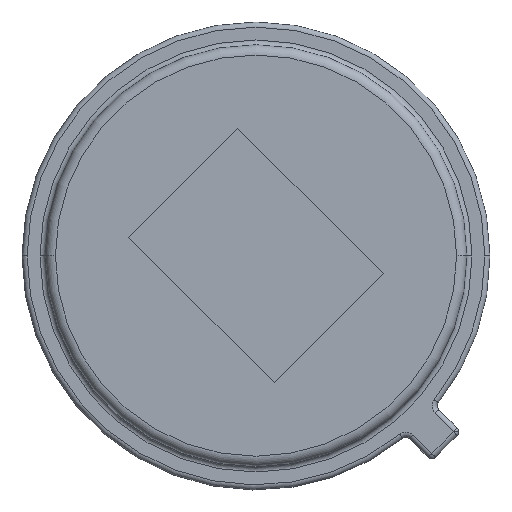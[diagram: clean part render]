
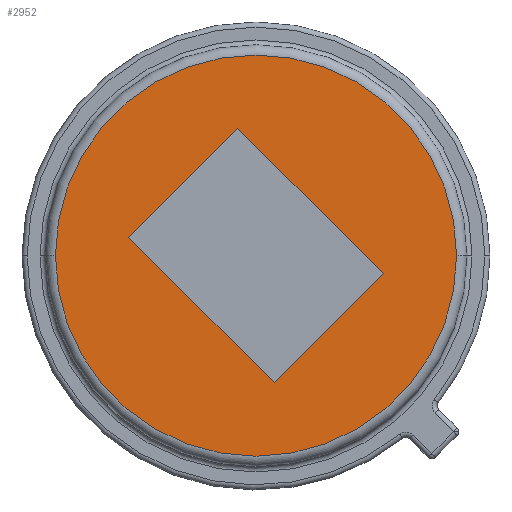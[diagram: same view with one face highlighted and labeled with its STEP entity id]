
A CAD part, top view. The second image highlights one B-rep face of the part: STEP entity #2952.
In plain terms, the highlighted planar face has unit normal (0, 0, 1).
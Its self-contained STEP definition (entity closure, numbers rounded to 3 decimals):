
#1928 = CARTESIAN_POINT ( 'NONE',  ( -3.9, 0., 4.7 ) ) ;
#2396 = DIRECTION ( 'NONE',  ( 1., 0., 0. ) ) ;
#2397 = DIRECTION ( 'NONE',  ( 0., 0., 1. ) ) ;
#2398 = CARTESIAN_POINT ( 'NONE',  ( 0., 0., 4.7 ) ) ;
#2399 = AXIS2_PLACEMENT_3D ( 'NONE', #2398, #2397, #2396 ) ;
#2404 = CIRCLE ( 'NONE', #2399, 3.9 ) ;
#2456 = CARTESIAN_POINT ( 'NONE',  ( 0.354, -2.475, 4.7 ) ) ;
#2489 = CARTESIAN_POINT ( 'NONE',  ( 2.475, -0.354, 4.7 ) ) ;
#2490 = DIRECTION ( 'NONE',  ( -0.707, 0.707, 0. ) ) ;
#2491 = VECTOR ( 'NONE', #2490, 1000. ) ;
#2492 = CARTESIAN_POINT ( 'NONE',  ( -0.354, 2.475, 4.7 ) ) ;
#2493 = LINE ( 'NONE', #2492, #2491 ) ;
#2494 = CARTESIAN_POINT ( 'NONE',  ( -2.475, 0.354, 4.7 ) ) ;
#2495 = CARTESIAN_POINT ( 'NONE',  ( -0.354, 2.475, 4.7 ) ) ;
#2496 = DIRECTION ( 'NONE',  ( -0.707, -0.707, 0. ) ) ;
#2497 = VECTOR ( 'NONE', #2496, 1000. ) ;
#2498 = CARTESIAN_POINT ( 'NONE',  ( -2.475, 0.354, 4.7 ) ) ;
#2499 = LINE ( 'NONE', #2498, #2497 ) ;
#2500 = DIRECTION ( 'NONE',  ( 1., 0., 0. ) ) ;
#2501 = DIRECTION ( 'NONE',  ( 0., 0., 1. ) ) ;
#2502 = CARTESIAN_POINT ( 'NONE',  ( 0., 0., 4.7 ) ) ;
#2503 = AXIS2_PLACEMENT_3D ( 'NONE', #2502, #2501, #2500 ) ;
#2555 = CARTESIAN_POINT ( 'NONE',  ( 3.9, 0., 4.7 ) ) ;
#2596 = DIRECTION ( 'NONE',  ( 1., 0., 0. ) ) ;
#2597 = DIRECTION ( 'NONE',  ( 0., 0., 1. ) ) ;
#2598 = CARTESIAN_POINT ( 'NONE',  ( 0., 0., 4.7 ) ) ;
#2599 = AXIS2_PLACEMENT_3D ( 'NONE', #2598, #2597, #2596 ) ;
#2600 = CIRCLE ( 'NONE', #2503, 3.9 ) ;
#2601 = PLANE ( 'NONE',  #2599 ) ;
#2616 = FACE_BOUND ( 'NONE', #2957, .T. ) ;
#2618 = FACE_OUTER_BOUND ( 'NONE', #2953, .T. ) ;
#2697 = DIRECTION ( 'NONE',  ( 0.707, -0.707, 0. ) ) ;
#2698 = VECTOR ( 'NONE', #2697, 1000. ) ;
#2699 = CARTESIAN_POINT ( 'NONE',  ( -2.475, 0.354, 4.7 ) ) ;
#2700 = LINE ( 'NONE', #2699, #2698 ) ;
#2701 = DIRECTION ( 'NONE',  ( 0.707, 0.707, 0. ) ) ;
#2702 = VECTOR ( 'NONE', #2701, 1000. ) ;
#2703 = CARTESIAN_POINT ( 'NONE',  ( 0.354, -2.475, 4.7 ) ) ;
#2704 = LINE ( 'NONE', #2703, #2702 ) ;
#2743 = VERTEX_POINT ( 'NONE', #1928 ) ;
#2952 = ADVANCED_FACE ( 'NONE', ( #2618, #2616 ), #2601, .T. ) ;
#2953 = EDGE_LOOP ( 'NONE', ( #2954, #2955 ) ) ;
#2954 = ORIENTED_EDGE ( 'NONE', *, *, #2988, .T. ) ;
#2955 = ORIENTED_EDGE ( 'NONE', *, *, #2956, .T. ) ;
#2956 = EDGE_CURVE ( 'NONE', #2743, #2989, #2600, .T. ) ;
#2957 = EDGE_LOOP ( 'NONE', ( #2958, #2962, #3021, #3023 ) ) ;
#2958 = ORIENTED_EDGE ( 'NONE', *, *, #2959, .F. ) ;
#2959 = EDGE_CURVE ( 'NONE', #2960, #2961, #2499, .T. ) ;
#2960 = VERTEX_POINT ( 'NONE', #2495 ) ;
#2961 = VERTEX_POINT ( 'NONE', #2494 ) ;
#2962 = ORIENTED_EDGE ( 'NONE', *, *, #2963, .F. ) ;
#2963 = EDGE_CURVE ( 'NONE', #2964, #2960, #2493, .T. ) ;
#2964 = VERTEX_POINT ( 'NONE', #2489 ) ;
#2965 = VERTEX_POINT ( 'NONE', #2456 ) ;
#2988 = EDGE_CURVE ( 'NONE', #2989, #2743, #2404, .T. ) ;
#2989 = VERTEX_POINT ( 'NONE', #2555 ) ;
#3021 = ORIENTED_EDGE ( 'NONE', *, *, #3022, .F. ) ;
#3022 = EDGE_CURVE ( 'NONE', #2965, #2964, #2704, .T. ) ;
#3023 = ORIENTED_EDGE ( 'NONE', *, *, #3024, .F. ) ;
#3024 = EDGE_CURVE ( 'NONE', #2961, #2965, #2700, .T. ) ;
